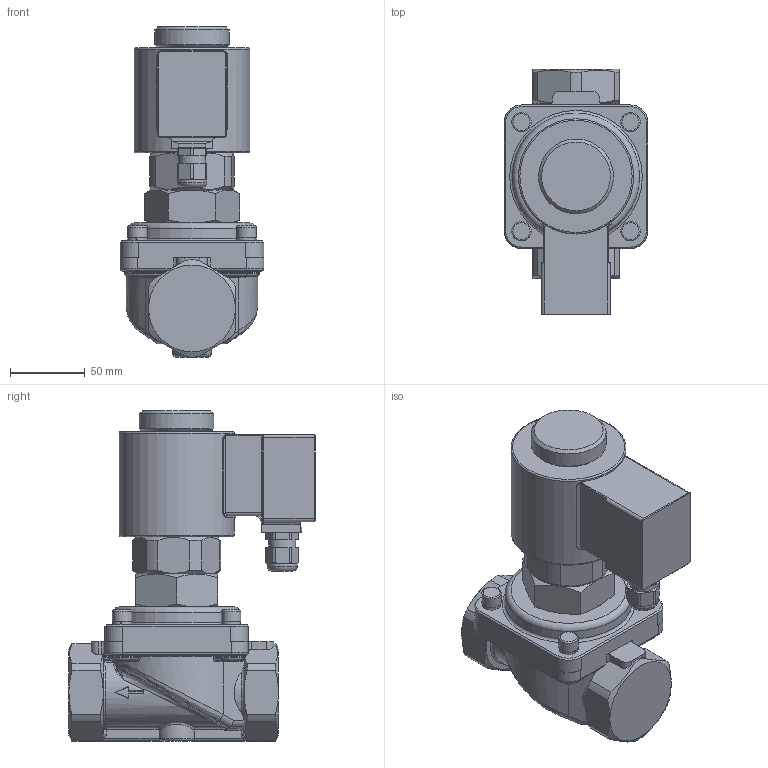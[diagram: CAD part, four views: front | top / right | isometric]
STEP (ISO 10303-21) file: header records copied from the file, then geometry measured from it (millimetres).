
FILE_DESCRIPTION(/* description */ ('3D-Modell'),/* implementation_level */ '2;1');
FILE_NAME(/* name */ '035.000656_A3527-1004-T242-TH.stp',/* time_stamp */ '2018-04-16T08:44:08+02:00',/* author */ ('EFast'),/* organization */ (''),/* preprocessor_version */ 'ST-DEVELOPER v16.1',/* originating_system */ 'Autodesk Inventor 2016',/* authorisation */ '');
FILE_SCHEMA (('AUTOMOTIVE_DESIGN { 1 0 10303 214 3 1 1 }'));
Length unit declared in the file: millimetre
Products named in the file (1): 88-003087
Bounding box: 96 x 164.5 x 220.6 mm (x, y, z)
Volume: 1299890.4 mm3; surface area: 103746.1 mm2
Topology: 1 solids, 1 shells, 491 faces, 1243 edges, 758 vertices
Faces by surface type: cylinder 171, plane 158, bspline 59, torus 51, cone 46, sphere 6
Full cylindrical faces by diameter (mm): 4.917 x2, 8 x4, 13 x4, 18 x1, 20 x1, 50 x1, 77 x1, 85 x1
Entity records: 19881 total; most frequent: CARTESIAN_POINT 8837, ORIENTED_EDGE 2372, DIRECTION 2191, EDGE_CURVE 1186, AXIS2_PLACEMENT_3D 865, VERTEX_POINT 750, EDGE_LOOP 552, FACE_OUTER_BOUND 491
